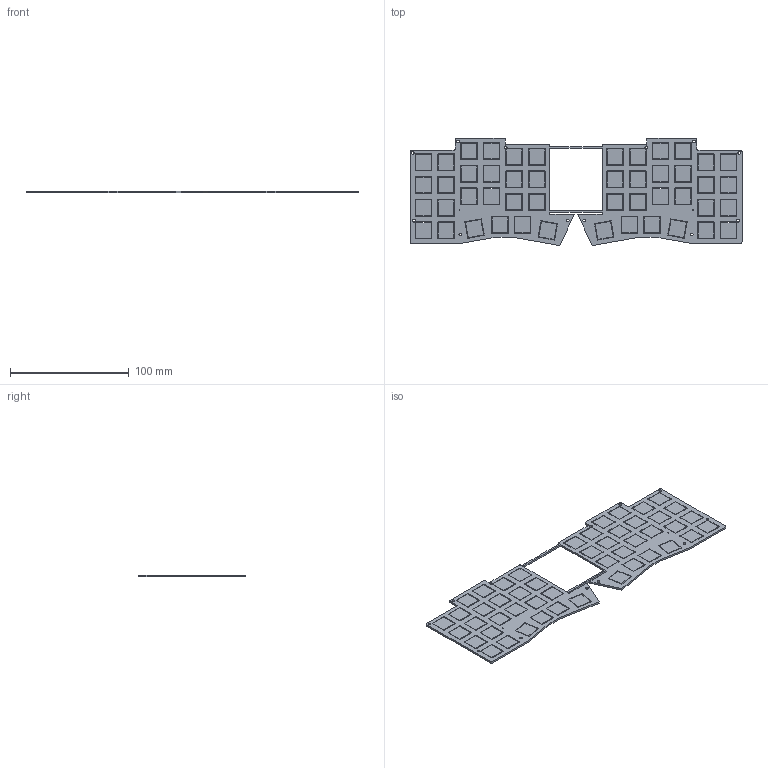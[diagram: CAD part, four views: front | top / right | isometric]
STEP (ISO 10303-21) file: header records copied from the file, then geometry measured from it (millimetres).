
FILE_DESCRIPTION(('KiCad electronic assembly'),'2;1');
FILE_NAME('yamanami_keyboard_choc_top_plate.step','2021-05-10T20:58:53', ('An Author'),('A Company'),'Open CASCADE STEP processor 6.9', 'KiCad to STEP converter','Unknown');
FILE_SCHEMA(('AUTOMOTIVE_DESIGN { 1 0 10303 214 1 1 1 1 }'));
Length unit declared in the file: millimetre
Products named in the file (2): Open CASCADE STEP translator 6.9 1; COMPOUND
Assembly tree (1 placements, depth 2):
  Open CASCADE STEP translator 6.9 1
    COMPOUND
Bounding box: 279.05 x 90 x 1.6 mm (x, y, z)
Volume: 29779.7 mm3; surface area: 47376.9 mm2
Topology: 49 solids, 49 shells, 942 faces, 2532 edges, 1688 vertices
Faces by surface type: plane 524, cylinder 418
Full cylindrical faces by diameter (mm): 0.5 x4, 2.3 x10
Entity records: 62691 total; most frequent: CARTESIAN_POINT 11000, DIRECTION 9548, LINE 5152, VECTOR 5152, ORIENTED_EDGE 5064, PCURVE 5064, DEFINITIONAL_REPRESENTATION 5064, EDGE_CURVE 2532
